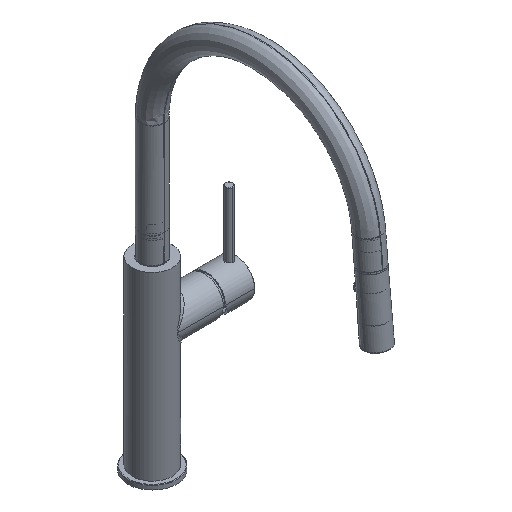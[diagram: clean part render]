
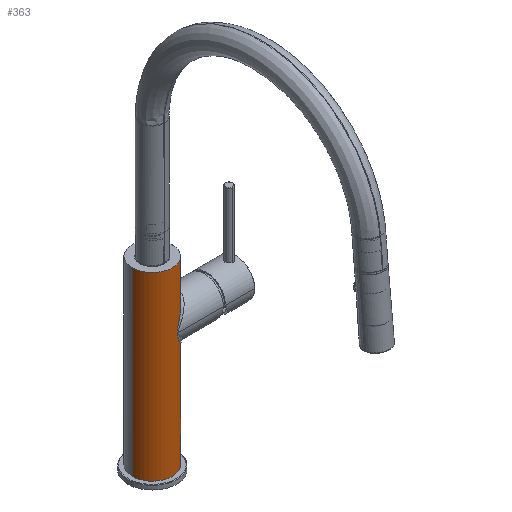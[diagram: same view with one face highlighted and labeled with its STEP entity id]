
A CAD part, isometric view. The second image highlights one B-rep face of the part: STEP entity #363.
In plain terms, the highlighted cylindrical face has radius 20 mm (diameter 40 mm), a partial arc.
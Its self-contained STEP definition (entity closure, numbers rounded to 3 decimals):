
#363=ADVANCED_FACE('',(#2180),#29148,.T.);
#2180=FACE_OUTER_BOUND('',#3998,.T.);
#3998=EDGE_LOOP('',(#6026,#6027,#6028,#6029,#6030,#6031,#6032));
#6026=ORIENTED_EDGE('',*,*,#15422,.F.);
#6027=ORIENTED_EDGE('',*,*,#15420,.F.);
#6028=ORIENTED_EDGE('',*,*,#15425,.T.);
#6029=ORIENTED_EDGE('',*,*,#15424,.F.);
#6030=ORIENTED_EDGE('',*,*,#15435,.T.);
#6031=ORIENTED_EDGE('',*,*,#15427,.T.);
#6032=ORIENTED_EDGE('',*,*,#15423,.F.);
#15420=EDGE_CURVE('',#24933,#24931,#20175,.T.);
#15422=EDGE_CURVE('',#24931,#24932,#23369,.T.);
#15423=EDGE_CURVE('',#24932,#24937,#20176,.T.);
#15424=EDGE_CURVE('',#24935,#24934,#20177,.T.);
#15425=EDGE_CURVE('',#24933,#24934,#23370,.T.);
#15427=EDGE_CURVE('',#24940,#24937,#20179,.T.);
#15435=EDGE_CURVE('',#24935,#24940,#20187,.T.);
#20175=B_SPLINE_CURVE_WITH_KNOTS('',1,(#34435,#34436),.UNSPECIFIED.,.F.,
 .F.,(2,2),(-180.5,0.),.UNSPECIFIED.);
#20176=B_SPLINE_CURVE_WITH_KNOTS('',1,(#34447,#34448),.UNSPECIFIED.,.F.,
 .F.,(2,2),(0.,36.),.UNSPECIFIED.);
#20177=B_SPLINE_CURVE_WITH_KNOTS('',1,(#34449,#34450),.UNSPECIFIED.,.F.,
 .F.,(2,2),(0.,96.5),.UNSPECIFIED.);
#20179=B_SPLINE_CURVE_WITH_KNOTS('',3,(#34460,#34461,#34462,#34463,#34464,
#34465,#34466,#34467,#34468,#34469,#34470,#34471,#34472,#34473,#34474,#34475),
 .UNSPECIFIED.,.F.,.F.,(4,1,1,1,1,1,1,1,1,1,1,1,1,4),(0.,1.393,
3.338,6.107,8.884,11.662,15.634,
19.055,21.853,24.751,27.778,30.939,
34.194,37.549),.UNSPECIFIED.);
#20187=B_SPLINE_CURVE_WITH_KNOTS('',3,(#34578,#34579,#34580,#34581,#34582,
#34583,#34584,#34585,#34586,#34587,#34588,#34589,#34590,#34591,#34592,#34593,
#34594,#34595),.UNSPECIFIED.,.F.,.F.,(4,1,1,1,1,1,1,1,1,1,1,1,1,1,1,4),
(0.,0.,3.355,6.609,9.771,
12.798,15.696,18.494,21.915,25.887,
28.665,31.442,34.21,36.156,37.549,
37.549),.UNSPECIFIED.);
#23369=(
BOUNDED_CURVE()
B_SPLINE_CURVE(2,(#34442,#34443,#34444,#34445,#34446),.UNSPECIFIED.,.F.,
 .F.)
B_SPLINE_CURVE_WITH_KNOTS((3,2,3),(0.,31.416,62.832),
 .UNSPECIFIED.)
CURVE()
GEOMETRIC_REPRESENTATION_ITEM()
RATIONAL_B_SPLINE_CURVE((1.,0.707,1.,0.707,1.))
REPRESENTATION_ITEM('')
);
#23370=(
BOUNDED_CURVE()
B_SPLINE_CURVE(2,(#34451,#34452,#34453,#34454,#34455),.UNSPECIFIED.,.F.,
 .F.)
B_SPLINE_CURVE_WITH_KNOTS((3,2,3),(-62.832,-31.416,
0.),.UNSPECIFIED.)
CURVE()
GEOMETRIC_REPRESENTATION_ITEM()
RATIONAL_B_SPLINE_CURVE((1.,0.707,1.,0.707,1.))
REPRESENTATION_ITEM('')
);
#24931=VERTEX_POINT('',#34314);
#24932=VERTEX_POINT('',#34315);
#24933=VERTEX_POINT('',#34316);
#24934=VERTEX_POINT('',#34317);
#24935=VERTEX_POINT('',#34318);
#24937=VERTEX_POINT('',#34320);
#24940=VERTEX_POINT('',#34323);
#29148=CYLINDRICAL_SURFACE('',#29850,20.);
#29850=AXIS2_PLACEMENT_3D('',#32651,#31250,$);
#31250=DIRECTION('',(0.,0.,-1.));
#32651=CARTESIAN_POINT('',(0.,0.,94.75));
#34314=CARTESIAN_POINT('',(-20.,0.,185.));
#34315=CARTESIAN_POINT('',(20.,0.,185.));
#34316=CARTESIAN_POINT('',(-20.,0.,4.5));
#34317=CARTESIAN_POINT('',(20.,0.,4.5));
#34318=CARTESIAN_POINT('',(20.,0.,101.));
#34320=CARTESIAN_POINT('',(20.,0.,149.));
#34323=CARTESIAN_POINT('',(5.6,-19.2,125.));
#34435=CARTESIAN_POINT('',(-20.,0.,4.5));
#34436=CARTESIAN_POINT('',(-20.,0.,185.));
#34442=CARTESIAN_POINT('',(-20.,0.,185.));
#34443=CARTESIAN_POINT('',(-20.,-20.,185.));
#34444=CARTESIAN_POINT('',(0.,-20.,185.));
#34445=CARTESIAN_POINT('',(20.,-20.,185.));
#34446=CARTESIAN_POINT('',(20.,0.,185.));
#34447=CARTESIAN_POINT('',(20.,0.,185.));
#34448=CARTESIAN_POINT('',(20.,0.,149.));
#34449=CARTESIAN_POINT('',(20.,0.,101.));
#34450=CARTESIAN_POINT('',(20.,0.,4.5));
#34451=CARTESIAN_POINT('',(-20.,0.,4.5));
#34452=CARTESIAN_POINT('',(-20.,-20.,4.5));
#34453=CARTESIAN_POINT('',(0.,-20.,4.5));
#34454=CARTESIAN_POINT('',(20.,-20.,4.5));
#34455=CARTESIAN_POINT('',(20.,0.,4.5));
#34460=CARTESIAN_POINT('',(5.6,-19.2,125.));
#34461=CARTESIAN_POINT('',(5.6,-19.2,125.526));
#34462=CARTESIAN_POINT('',(5.717,-19.166,126.787));
#34463=CARTESIAN_POINT('',(6.357,-18.971,128.953));
#34464=CARTESIAN_POINT('',(7.51,-18.557,131.343));
#34465=CARTESIAN_POINT('',(8.96,-17.906,133.783));
#34466=CARTESIAN_POINT('',(10.686,-16.952,136.408));
#34467=CARTESIAN_POINT('',(12.531,-15.657,139.029));
#34468=CARTESIAN_POINT('',(14.301,-14.042,141.456));
#34469=CARTESIAN_POINT('',(15.783,-12.347,143.449));
#34470=CARTESIAN_POINT('',(17.076,-10.5,145.167));
#34471=CARTESIAN_POINT('',(18.243,-8.332,146.704));
#34472=CARTESIAN_POINT('',(19.2,-5.826,147.958));
#34473=CARTESIAN_POINT('',(19.847,-3.01,148.8));
#34474=CARTESIAN_POINT('',(20.,-1.013,149.));
#34475=CARTESIAN_POINT('',(20.,0.,149.));
#34578=CARTESIAN_POINT('',(20.,0.,101.));
#34579=CARTESIAN_POINT('',(20.,0.,101.));
#34580=CARTESIAN_POINT('',(20.,-1.013,101.));
#34581=CARTESIAN_POINT('',(19.847,-3.01,101.2));
#34582=CARTESIAN_POINT('',(19.2,-5.826,102.042));
#34583=CARTESIAN_POINT('',(18.243,-8.332,103.296));
#34584=CARTESIAN_POINT('',(17.076,-10.5,104.833));
#34585=CARTESIAN_POINT('',(15.783,-12.347,106.551));
#34586=CARTESIAN_POINT('',(14.301,-14.042,108.544));
#34587=CARTESIAN_POINT('',(12.531,-15.657,110.971));
#34588=CARTESIAN_POINT('',(10.687,-16.952,113.592));
#34589=CARTESIAN_POINT('',(8.96,-17.906,116.217));
#34590=CARTESIAN_POINT('',(7.511,-18.557,118.657));
#34591=CARTESIAN_POINT('',(6.356,-18.971,121.046));
#34592=CARTESIAN_POINT('',(5.717,-19.166,123.213));
#34593=CARTESIAN_POINT('',(5.6,-19.2,124.474));
#34594=CARTESIAN_POINT('',(5.6,-19.2,125.));
#34595=CARTESIAN_POINT('',(5.6,-19.2,125.));
